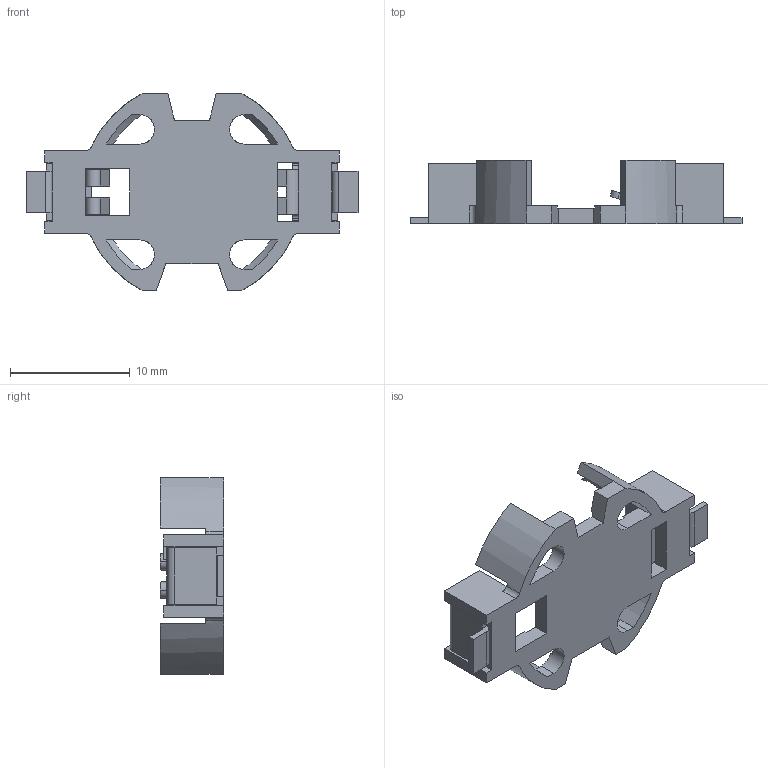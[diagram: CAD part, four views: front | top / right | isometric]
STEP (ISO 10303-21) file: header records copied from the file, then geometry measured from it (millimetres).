
FILE_DESCRIPTION (( 'STEP AP214' ), '1' );
FILE_NAME ('BU1632SM-JJ-GTR.STEP', '2019-10-17T14:36:02', ( '' ), ( '' ), 'SwSTEP 2.0', 'SolidWorks 2017', '' );
FILE_SCHEMA (( 'AUTOMOTIVE_DESIGN' ));
Length unit declared in the file: millimetre
Products named in the file (1): BU1632SM-JJ-GTR
Bounding box: 27.7 x 5.3 x 16.4 mm (x, y, z)
Volume: 589.2 mm3; surface area: 1381.9 mm2
Topology: 3 solids, 3 shells, 236 faces, 648 edges, 412 vertices
Faces by surface type: plane 166, cylinder 66, cone 4
Entity records: 7526 total; most frequent: CARTESIAN_POINT 1393, ORIENTED_EDGE 1296, DIRECTION 1234, EDGE_CURVE 648, VECTOR 480, LINE 480, VERTEX_POINT 412, AXIS2_PLACEMENT_3D 377
